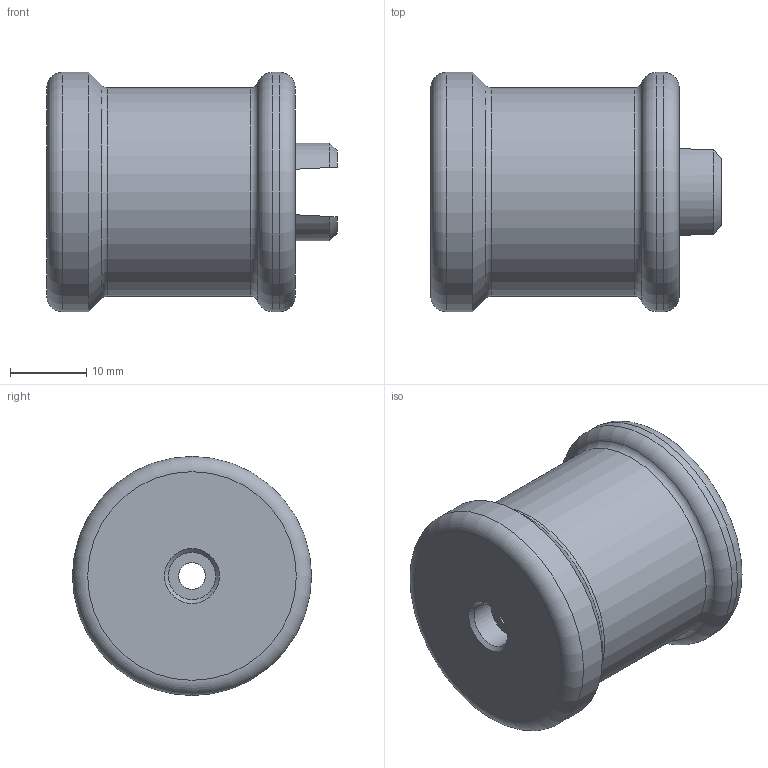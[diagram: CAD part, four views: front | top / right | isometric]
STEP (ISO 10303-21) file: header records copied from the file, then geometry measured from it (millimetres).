
FILE_DESCRIPTION(/* description */ (''),/* implementation_level */ '2;1');
FILE_NAME(/* name */ 'Foot.step',/* time_stamp */ '2021-05-26T02:16:20+02:00',/* author */ (''),/* organization */ (''),/* preprocessor_version */ 'ST-DEVELOPER v18.1',/* originating_system */ 'Autodesk Translation Framework v10.9.0.1377',/* authorisation */ '');
FILE_SCHEMA (('AUTOMOTIVE_DESIGN { 1 0 10303 214 3 1 1 }'));
Length unit declared in the file: millimetre
Products named in the file (1): Foot
Bounding box: 38 x 31.3 x 31.3 mm (x, y, z)
Volume: 14487.2 mm3; surface area: 7681.1 mm2
Topology: 1 solids, 1 shells, 25 faces, 52 edges, 31 vertices
Faces by surface type: cylinder 8, plane 8, torus 5, cone 4
Full cylindrical faces by diameter (mm): 3.5 x1, 6.2 x1, 20.7 x1, 27.3 x1, 31.3 x2
Entity records: 712 total; most frequent: DIRECTION 134, CARTESIAN_POINT 117, ORIENTED_EDGE 104, AXIS2_PLACEMENT_3D 60, EDGE_CURVE 52, VERTEX_POINT 31, CIRCLE 30, EDGE_LOOP 29
